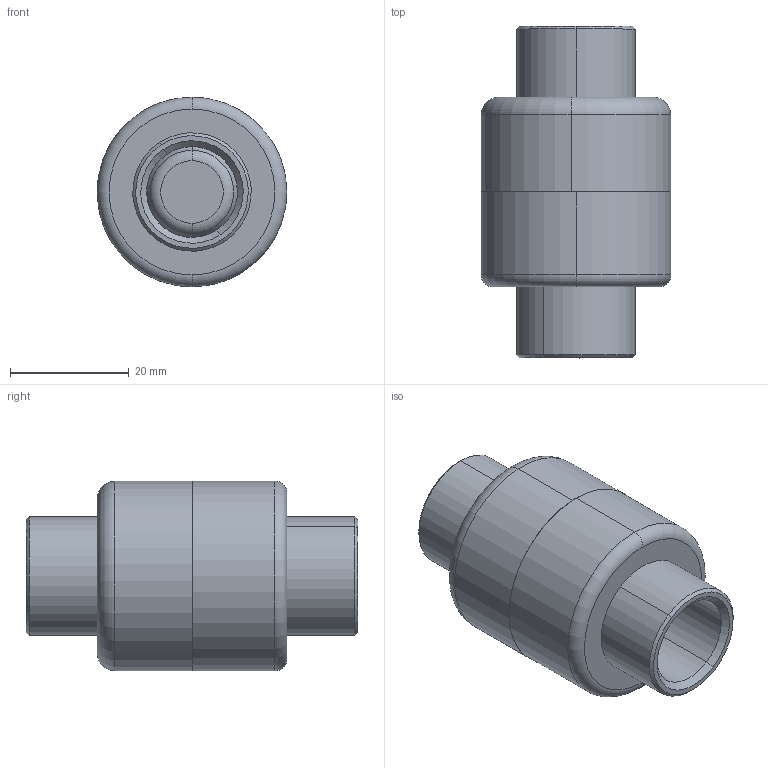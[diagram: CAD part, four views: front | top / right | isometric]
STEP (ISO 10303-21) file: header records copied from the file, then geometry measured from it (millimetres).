
FILE_DESCRIPTION (( 'STEP AP203' ), '1' );
FILE_NAME ('VALVOLA SMALL G 3_8.STEP', '2024-07-29T08:57:58', ( '' ), ( '' ), 'SwSTEP 2.0', 'SolidWorks 2016', '' );
FILE_SCHEMA (( 'CONFIG_CONTROL_DESIGN' ));
Length unit declared in the file: millimetre
Products named in the file (10): 06N9608; 06F97003; 05M9502; 04N9601; 06B0704; 06N9601; 06I9707; 06N9604 3-8; VALVOLA SMALL G 3_8; 06I9611
Assembly tree (10 placements, depth 2):
  VALVOLA SMALL G 3_8
    06I9707
    04N9601
    06N9608
    06I9611
    06N9601
    06F97003
    05M9502
    06B0704
    06N9604 3-8  x2
Bounding box: 32 x 56 x 32 mm (x, y, z)
Volume: 12989.2 mm3; surface area: 16190.7 mm2
Topology: 10 solids, 10 shells, 187 faces, 390 edges, 240 vertices
Faces by surface type: cylinder 60, torus 48, plane 43, cone 34, bspline 2
Entity records: 10040 total; most frequent: CARTESIAN_POINT 4912, DIRECTION 1008, ORIENTED_EDGE 740, AXIS2_PLACEMENT_3D 452, EDGE_CURVE 370, CIRCLE 264, VERTEX_POINT 228, EDGE_LOOP 208
